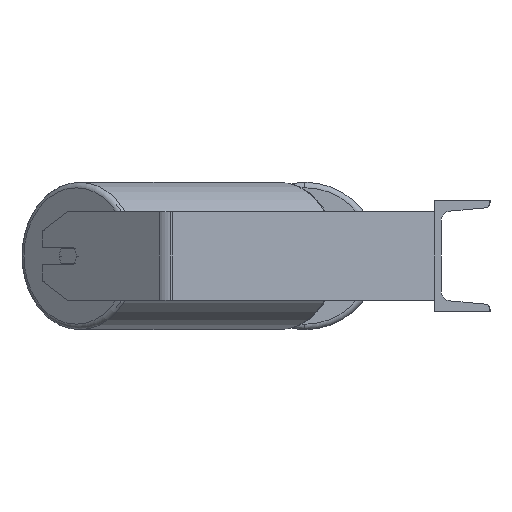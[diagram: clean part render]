
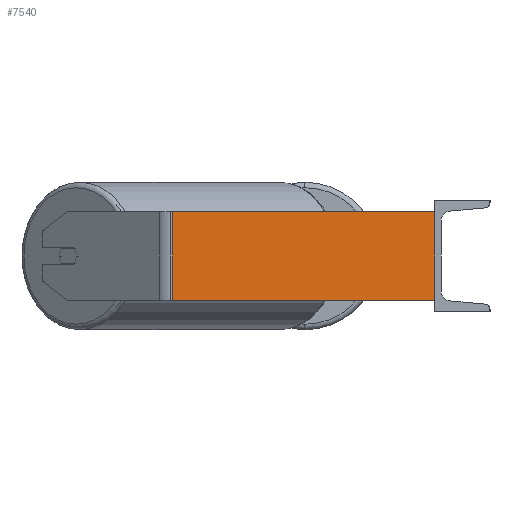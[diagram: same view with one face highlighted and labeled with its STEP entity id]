
A CAD part, left-side view. The second image highlights one B-rep face of the part: STEP entity #7540.
In plain terms, the highlighted planar face has unit normal (-0.996, -0.087, 0).
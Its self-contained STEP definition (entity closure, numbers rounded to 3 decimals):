
#85 = DIRECTION ( 'NONE',  ( 0.087, -0.996, 0. ) ) ;
#371 = EDGE_CURVE ( 'NONE', #6983, #3664, #5816, .T. ) ;
#839 = EDGE_LOOP ( 'NONE', ( #8735, #8075, #5047, #8526 ) ) ;
#995 = FACE_OUTER_BOUND ( 'NONE', #839, .T. ) ;
#1263 = VERTEX_POINT ( 'NONE', #8676 ) ;
#1512 = CARTESIAN_POINT ( 'NONE',  ( -506.28, 243.231, -40. ) ) ;
#1704 = CARTESIAN_POINT ( 'NONE',  ( -485., 0., 40. ) ) ;
#2623 = DIRECTION ( 'NONE',  ( 0., 0., -1. ) ) ;
#2875 = CARTESIAN_POINT ( 'NONE',  ( -485., 0., -40. ) ) ;
#3586 = CARTESIAN_POINT ( 'NONE',  ( -506.28, 243.231, 40. ) ) ;
#3664 = VERTEX_POINT ( 'NONE', #2875 ) ;
#3720 = VERTEX_POINT ( 'NONE', #4274 ) ;
#3802 = DIRECTION ( 'NONE',  ( 0.996, 0.087, 0. ) ) ;
#4052 = CARTESIAN_POINT ( 'NONE',  ( -505.702, 236.629, 40. ) ) ;
#4274 = CARTESIAN_POINT ( 'NONE',  ( -505.702, 236.629, -40. ) ) ;
#4297 = VECTOR ( 'NONE', #8016, 1000. ) ;
#4368 = CARTESIAN_POINT ( 'NONE',  ( -485., 0., 40. ) ) ;
#4555 = PLANE ( 'NONE',  #7027 ) ;
#4593 = EDGE_CURVE ( 'NONE', #1263, #3720, #6205, .T. ) ;
#5047 = ORIENTED_EDGE ( 'NONE', *, *, #6906, .F. ) ;
#5141 = DIRECTION ( 'NONE',  ( 0.087, -0.996, 0. ) ) ;
#5354 = CARTESIAN_POINT ( 'NONE',  ( -506.28, 243.231, 40. ) ) ;
#5472 = VECTOR ( 'NONE', #5141, 1000. ) ;
#5816 = LINE ( 'NONE', #4368, #4297 ) ;
#5909 = VECTOR ( 'NONE', #2623, 1000. ) ;
#6205 = LINE ( 'NONE', #4052, #5909 ) ;
#6906 = EDGE_CURVE ( 'NONE', #1263, #6983, #7129, .T. ) ;
#6983 = VERTEX_POINT ( 'NONE', #1704 ) ;
#7027 = AXIS2_PLACEMENT_3D ( 'NONE', #5354, #3802, #7425 ) ;
#7129 = LINE ( 'NONE', #3586, #5472 ) ;
#7425 = DIRECTION ( 'NONE',  ( -0.087, 0.996, 0. ) ) ;
#7540 = ADVANCED_FACE ( 'NONE', ( #995 ), #4555, .F. ) ;
#8016 = DIRECTION ( 'NONE',  ( 0., 0., -1. ) ) ;
#8075 = ORIENTED_EDGE ( 'NONE', *, *, #371, .F. ) ;
#8223 = VECTOR ( 'NONE', #85, 1000. ) ;
#8509 = EDGE_CURVE ( 'NONE', #3720, #3664, #9055, .T. ) ;
#8526 = ORIENTED_EDGE ( 'NONE', *, *, #4593, .T. ) ;
#8676 = CARTESIAN_POINT ( 'NONE',  ( -505.702, 236.629, 40. ) ) ;
#8735 = ORIENTED_EDGE ( 'NONE', *, *, #8509, .T. ) ;
#9055 = LINE ( 'NONE', #1512, #8223 ) ;
